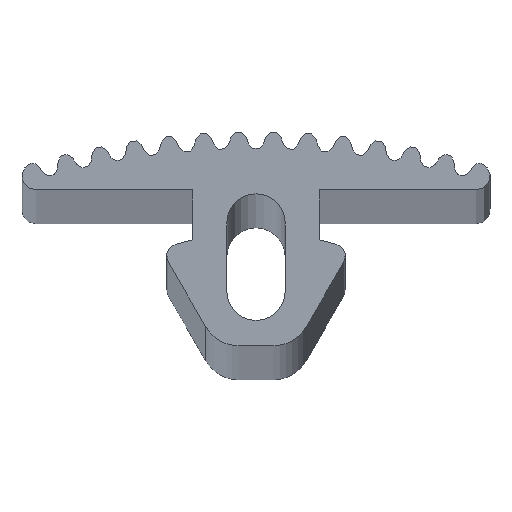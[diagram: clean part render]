
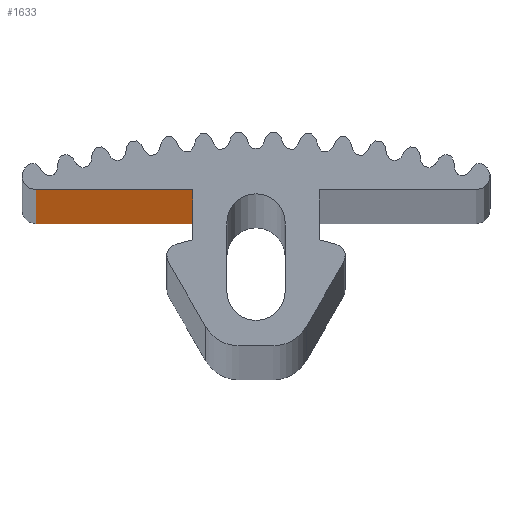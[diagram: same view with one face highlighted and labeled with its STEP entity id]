
A CAD part, top view. The second image highlights one B-rep face of the part: STEP entity #1633.
In plain terms, the highlighted planar face has unit normal (0, -1, 0).
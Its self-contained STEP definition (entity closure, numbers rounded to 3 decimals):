
#78 = CARTESIAN_POINT ( 'NONE',  ( -11.3, 0., -1000. ) ) ;
#194 = ORIENTED_EDGE ( 'NONE', *, *, #1724, .F. ) ;
#293 = DIRECTION ( 'NONE',  ( 0., -1., 0. ) ) ;
#318 = VERTEX_POINT ( 'NONE', #2455 ) ;
#486 = CARTESIAN_POINT ( 'NONE',  ( -3.25, 0., 0. ) ) ;
#515 = ORIENTED_EDGE ( 'NONE', *, *, #1421, .T. ) ;
#645 = CARTESIAN_POINT ( 'NONE',  ( -3.25, 0., 0. ) ) ;
#723 = EDGE_LOOP ( 'NONE', ( #194, #1854, #515, #1264 ) ) ;
#839 = DIRECTION ( 'NONE',  ( 1., 0., 0. ) ) ;
#908 = PLANE ( 'NONE',  #2322 ) ;
#995 = CARTESIAN_POINT ( 'NONE',  ( -11.3, 0., 0. ) ) ;
#1036 = CARTESIAN_POINT ( 'NONE',  ( -3.25, 0., -1000. ) ) ;
#1054 = DIRECTION ( 'NONE',  ( 0., 0., 1. ) ) ;
#1085 = VERTEX_POINT ( 'NONE', #995 ) ;
#1107 = CARTESIAN_POINT ( 'NONE',  ( -3.25, 0., -1000. ) ) ;
#1255 = DIRECTION ( 'NONE',  ( 1., 0., 0. ) ) ;
#1264 = ORIENTED_EDGE ( 'NONE', *, *, #1446, .T. ) ;
#1309 = VERTEX_POINT ( 'NONE', #486 ) ;
#1421 = EDGE_CURVE ( 'NONE', #318, #1682, #2119, .T. ) ;
#1446 = EDGE_CURVE ( 'NONE', #1682, #1309, #2085, .T. ) ;
#1488 = EDGE_CURVE ( 'NONE', #318, #1085, #1940, .T. ) ;
#1543 = VECTOR ( 'NONE', #2403, 1000. ) ;
#1564 = LINE ( 'NONE', #645, #1543 ) ;
#1633 = ADVANCED_FACE ( 'NONE', ( #1650 ), #908, .T. ) ;
#1650 = FACE_OUTER_BOUND ( 'NONE', #723, .T. ) ;
#1682 = VERTEX_POINT ( 'NONE', #2025 ) ;
#1695 = DIRECTION ( 'NONE',  ( 0., 0., 1. ) ) ;
#1724 = EDGE_CURVE ( 'NONE', #1085, #1309, #1564, .T. ) ;
#1854 = ORIENTED_EDGE ( 'NONE', *, *, #1488, .F. ) ;
#1914 = VECTOR ( 'NONE', #1695, 1000. ) ;
#1940 = LINE ( 'NONE', #78, #1914 ) ;
#2025 = CARTESIAN_POINT ( 'NONE',  ( -3.25, 0., -1000. ) ) ;
#2063 = VECTOR ( 'NONE', #1054, 1000. ) ;
#2085 = LINE ( 'NONE', #2396, #2063 ) ;
#2094 = VECTOR ( 'NONE', #1255, 1000. ) ;
#2119 = LINE ( 'NONE', #1036, #2094 ) ;
#2322 = AXIS2_PLACEMENT_3D ( 'NONE', #1107, #293, #839 ) ;
#2396 = CARTESIAN_POINT ( 'NONE',  ( -3.25, 0., -1000. ) ) ;
#2403 = DIRECTION ( 'NONE',  ( 1., 0., 0. ) ) ;
#2455 = CARTESIAN_POINT ( 'NONE',  ( -11.3, 0., -1000. ) ) ;
